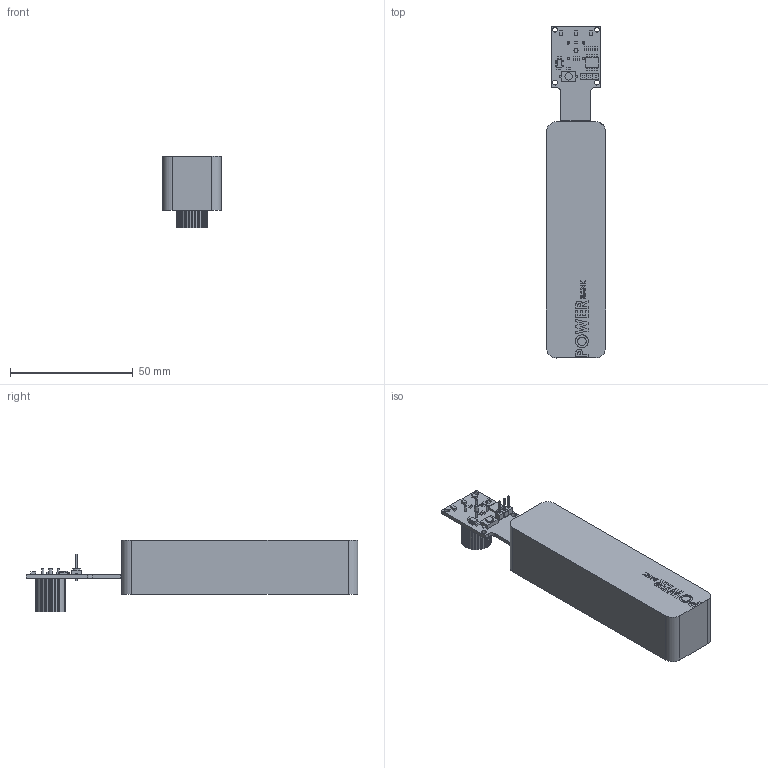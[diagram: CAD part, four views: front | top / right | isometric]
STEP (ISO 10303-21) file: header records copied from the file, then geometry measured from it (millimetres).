
FILE_DESCRIPTION(('Open CASCADE Model'),'2;1');
FILE_NAME('Open CASCADE Shape Model','2020-03-20T08:40:35',('Author'),( 'Open CASCADE'),'Open CASCADE STEP processor 6.8','Open CASCADE 6.8' ,'Unknown');
FILE_SCHEMA(('AUTOMOTIVE_DESIGN { 1 0 10303 214 1 1 1 1 }'));
Length unit declared in the file: millimetre
Products named in the file (63): PCB; Board; Open CASCADE STEP translator 6.8 1.1.1; R6; 6886983536; Extruded; R4; 8084734816; PB1; 7352140880; 7352145120; 7352143600; U3; 8084466368; 8084466128; 8084465888; 8084463728; U2; 6751937824; 6751939184; U1; 8089593920; 8250097808; Cylinder; 8250108528; R5; R3; R2; R1; LED3; 8084734576; LED2; LED1; CON1; 7012604944; 7012610144; 8124982800; C4; 7118350320; C3 ...
Assembly tree (97 placements, depth 4):
  PCB
    Board
      Open CASCADE STEP translator 6.8 1.1.1
    R6
      6886983536
        Extruded
    R4
      8084734816
        Extruded
    PB1
      7352140880
        Extruded
      7352145120
        Extruded
      7352143600  x2
        Extruded
    U3
      8084466368  x5
        Extruded
      8084466128  x5
        Extruded
      8084465888  x5
        Extruded
      8084463728
        Extruded
    U2
      6751937824
        Extruded
      6751939184  x8
        Extruded
    U1
      8089593920
        Extruded
      8250097808
        Cylinder
      8250108528  x4
        Cylinder
    R5
      8084734816
        Extruded
    R3
      8084734816
        Extruded
    R2
      8084734816
        Extruded
    R1
      8084734816
        Extruded
    LED3
      8084734576
        Extruded
    LED2
      8084734576
        Extruded
    LED1
      8084734576
        Extruded
    CON1
      7012604944  x3
Bounding box: 24 x 135 x 29.14 mm (x, y, z)
Volume: 51863.4 mm3; surface area: 13430.7 mm2
Topology: 57 solids, 57 shells, 590 faces, 1375 edges, 914 vertices
Faces by surface type: plane 537, extrusion 28, cylinder 25
Full cylindrical faces by diameter (mm): 0.8 x4, 1 x7, 1.5 x1, 1.7 x1, 2 x5
Entity records: 15761 total; most frequent: CARTESIAN_POINT 3502, ORIENTED_EDGE 1964, DIRECTION 1921, EDGE_CURVE 982, VECTOR 903, LINE 875, VERTEX_POINT 652, AXIS2_PLACEMENT_3D 509
